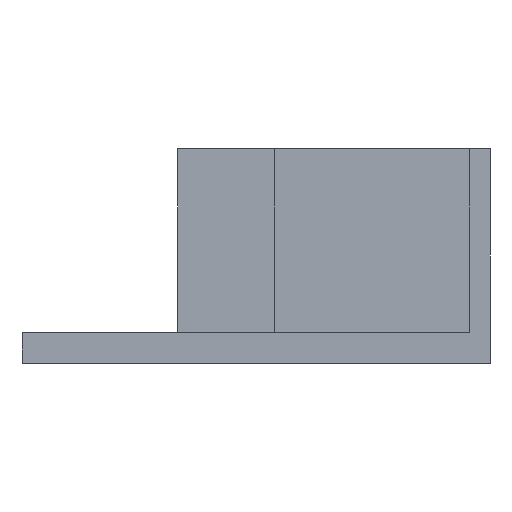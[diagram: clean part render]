
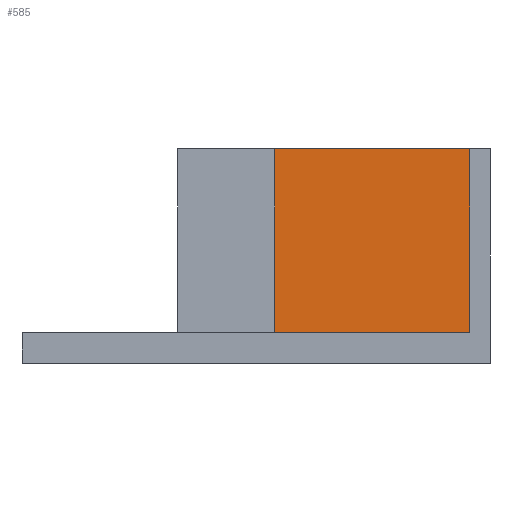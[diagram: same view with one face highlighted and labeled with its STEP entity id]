
A CAD part, front view. The second image highlights one B-rep face of the part: STEP entity #585.
In plain terms, the highlighted planar face has unit normal (0, -1, 0).
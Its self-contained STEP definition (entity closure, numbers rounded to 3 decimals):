
#29=PLANE('',#639);
#53=FACE_OUTER_BOUND('',#87,.T.);
#87=EDGE_LOOP('',(#471,#472,#473,#474));
#130=LINE('',#899,#198);
#144=LINE('',#927,#212);
#146=LINE('',#931,#214);
#147=LINE('',#932,#215);
#198=VECTOR('',#724,10.);
#212=VECTOR('',#748,10.);
#214=VECTOR('',#752,10.);
#215=VECTOR('',#753,10.);
#286=VERTEX_POINT('',#896);
#287=VERTEX_POINT('',#898);
#296=VERTEX_POINT('',#926);
#297=VERTEX_POINT('',#930);
#348=EDGE_CURVE('',#287,#286,#130,.T.);
#362=EDGE_CURVE('',#296,#287,#144,.T.);
#364=EDGE_CURVE('',#297,#286,#146,.T.);
#365=EDGE_CURVE('',#296,#297,#147,.T.);
#471=ORIENTED_EDGE('',*,*,#348,.T.);
#472=ORIENTED_EDGE('',*,*,#364,.F.);
#473=ORIENTED_EDGE('',*,*,#365,.F.);
#474=ORIENTED_EDGE('',*,*,#362,.T.);
#585=ADVANCED_FACE('',(#53),#29,.T.);
#639=AXIS2_PLACEMENT_3D('',#929,#750,#751);
#724=DIRECTION('',(1.,0.,0.));
#748=DIRECTION('',(0.,0.,-1.));
#750=DIRECTION('center_axis',(0.,-1.,0.));
#751=DIRECTION('ref_axis',(-1.,0.,0.));
#752=DIRECTION('',(0.,0.,-1.));
#753=DIRECTION('',(1.,0.,0.));
#896=CARTESIAN_POINT('',(184.587,-58.3,-9.));
#898=CARTESIAN_POINT('',(175.063,-58.3,-9.));
#899=CARTESIAN_POINT('',(181.266,-58.3,-9.));
#926=CARTESIAN_POINT('',(175.063,-58.3,0.));
#927=CARTESIAN_POINT('',(175.063,-58.3,0.));
#929=CARTESIAN_POINT('Origin',(184.587,-58.3,0.));
#930=CARTESIAN_POINT('',(184.587,-58.3,0.));
#931=CARTESIAN_POINT('',(184.587,-58.3,0.));
#932=CARTESIAN_POINT('',(175.063,-58.3,0.));
